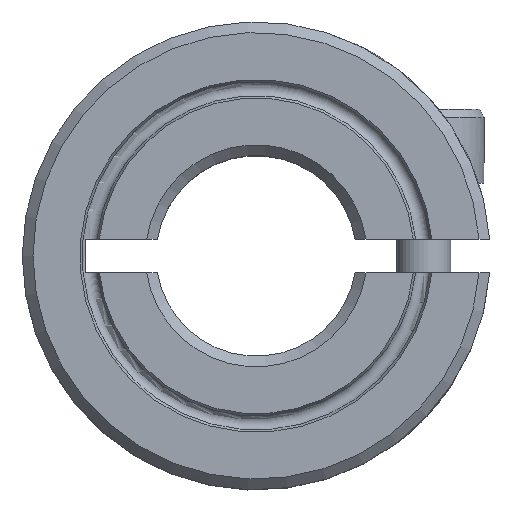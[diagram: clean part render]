
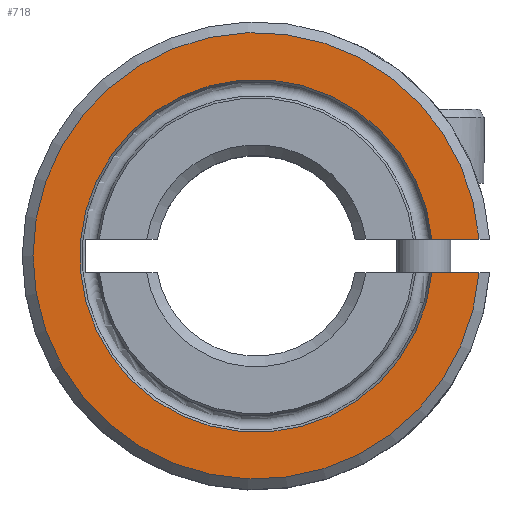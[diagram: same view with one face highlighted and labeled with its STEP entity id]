
A CAD part, top view. The second image highlights one B-rep face of the part: STEP entity #718.
In plain terms, the highlighted planar face has unit normal (0, 0, 1).
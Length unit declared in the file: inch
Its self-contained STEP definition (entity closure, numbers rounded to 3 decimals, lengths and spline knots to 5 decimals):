
#30=PLANE('',#772);
#68=LINE('',#1144,#114);
#78=LINE('',#1268,#124);
#114=VECTOR('',#850,0.08799);
#124=VECTOR('',#884,0.08799);
#161=FACE_OUTER_BOUND('',#206,.T.);
#206=EDGE_LOOP('',(#521,#522,#523,#524));
#276=CIRCLE('',#771,0.32982);
#277=CIRCLE('',#773,0.4175);
#313=VERTEX_POINT('',#1141);
#314=VERTEX_POINT('',#1143);
#333=VERTEX_POINT('',#1263);
#334=VERTEX_POINT('',#1267);
#383=EDGE_CURVE('',#314,#313,#68,.T.);
#407=EDGE_CURVE('',#313,#333,#276,.T.);
#409=EDGE_CURVE('',#333,#334,#78,.T.);
#410=EDGE_CURVE('',#334,#314,#277,.T.);
#521=ORIENTED_EDGE('',*,*,#407,.T.);
#522=ORIENTED_EDGE('',*,*,#409,.T.);
#523=ORIENTED_EDGE('',*,*,#410,.T.);
#524=ORIENTED_EDGE('',*,*,#383,.T.);
#718=ADVANCED_FACE('',(#161),#30,.T.);
#771=AXIS2_PLACEMENT_3D('',#1264,#879,#880);
#772=AXIS2_PLACEMENT_3D('',#1266,#882,#883);
#773=AXIS2_PLACEMENT_3D('',#1269,#885,#886);
#850=DIRECTION('',(-1.,0.,0.));
#879=DIRECTION('center_axis',(0.,0.,-1.));
#880=DIRECTION('ref_axis',(0.996,-0.095,0.));
#882=DIRECTION('center_axis',(0.,0.,1.));
#883=DIRECTION('ref_axis',(1.,0.,0.));
#884=DIRECTION('',(1.,0.,0.));
#885=DIRECTION('center_axis',(0.,0.,1.));
#886=DIRECTION('ref_axis',(-1.,0.,0.));
#1141=CARTESIAN_POINT('',(0.32834,-0.03125,0.343));
#1143=CARTESIAN_POINT('',(0.41633,-0.03125,0.343));
#1144=CARTESIAN_POINT('',(0.41633,-0.03125,0.343));
#1263=CARTESIAN_POINT('',(0.32834,0.03125,0.343));
#1264=CARTESIAN_POINT('Origin',(0.,0.,0.343));
#1266=CARTESIAN_POINT('Origin',(0.,0.,0.343));
#1267=CARTESIAN_POINT('',(0.41633,0.03125,0.343));
#1268=CARTESIAN_POINT('',(0.32834,0.03125,0.343));
#1269=CARTESIAN_POINT('Origin',(0.,0.,0.343));
